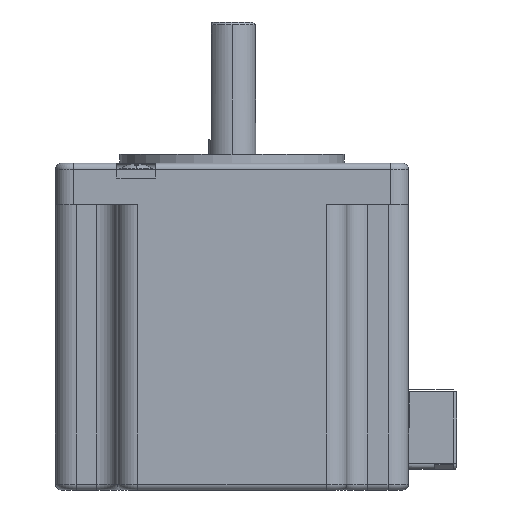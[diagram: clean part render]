
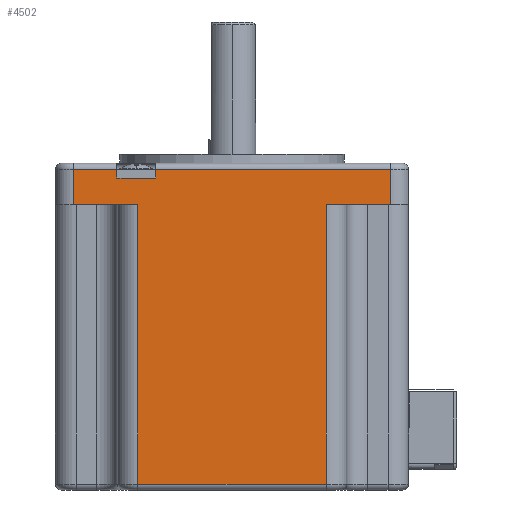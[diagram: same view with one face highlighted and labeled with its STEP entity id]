
A CAD part, left-side view. The second image highlights one B-rep face of the part: STEP entity #4502.
In plain terms, the highlighted planar face has unit normal (-1, 0, 0).
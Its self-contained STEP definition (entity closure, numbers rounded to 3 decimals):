
#605=DIRECTION('',(0.,0.,1.));
#606=VECTOR('',#605,47.5);
#607=CARTESIAN_POINT('',(-30.,-16.,1.));
#608=LINE('',#607,#606);
#613=DIRECTION('',(0.,1.,0.));
#614=VECTOR('',#613,11.);
#615=CARTESIAN_POINT('',(-30.,16.,48.5));
#616=LINE('',#615,#614);
#617=DIRECTION('',(0.,0.,-1.));
#618=VECTOR('',#617,1.5);
#619=CARTESIAN_POINT('',(-30.,19.55,54.5));
#620=LINE('',#619,#618);
#621=DIRECTION('',(0.,-1.,0.));
#622=VECTOR('',#621,6.6);
#623=CARTESIAN_POINT('',(-30.,19.55,53.));
#624=LINE('',#623,#622);
#625=DIRECTION('',(0.,0.,1.));
#626=VECTOR('',#625,1.5);
#627=CARTESIAN_POINT('',(-30.,12.95,53.));
#628=LINE('',#627,#626);
#629=DIRECTION('',(0.,1.,0.));
#630=VECTOR('',#629,11.);
#631=CARTESIAN_POINT('',(-30.,-27.,48.5));
#632=LINE('',#631,#630);
#637=DIRECTION('',(0.,0.,-1.));
#638=VECTOR('',#637,47.5);
#639=CARTESIAN_POINT('',(-30.,16.,48.5));
#640=LINE('',#639,#638);
#933=DIRECTION('',(0.,1.,0.));
#934=VECTOR('',#933,7.45);
#935=CARTESIAN_POINT('',(-30.,19.55,54.5));
#936=LINE('',#935,#934);
#950=DIRECTION('',(0.,1.,0.));
#951=VECTOR('',#950,39.95);
#952=CARTESIAN_POINT('',(-30.,-27.,54.5));
#953=LINE('',#952,#951);
#1156=DIRECTION('',(0.,0.,1.));
#1157=VECTOR('',#1156,6.);
#1158=CARTESIAN_POINT('',(-30.,-27.,48.5));
#1159=LINE('',#1158,#1157);
#1345=DIRECTION('',(0.,0.,-1.));
#1346=VECTOR('',#1345,6.);
#1347=CARTESIAN_POINT('',(-30.,27.,54.5));
#1348=LINE('',#1347,#1346);
#2590=DIRECTION('',(0.,-1.,0.));
#2591=VECTOR('',#2590,32.);
#2592=CARTESIAN_POINT('',(-30.,16.,1.));
#2593=LINE('',#2592,#2591);
#3347=CARTESIAN_POINT('',(-30.,-16.,1.));
#3348=CARTESIAN_POINT('',(-30.,-16.,48.5));
#3349=VERTEX_POINT('',#3347);
#3350=VERTEX_POINT('',#3348);
#3351=CARTESIAN_POINT('',(-30.,16.,48.5));
#3352=CARTESIAN_POINT('',(-30.,16.,1.));
#3353=VERTEX_POINT('',#3351);
#3354=VERTEX_POINT('',#3352);
#3355=CARTESIAN_POINT('',(-30.,27.,48.5));
#3356=VERTEX_POINT('',#3355);
#3357=CARTESIAN_POINT('',(-30.,27.,54.5));
#3358=VERTEX_POINT('',#3357);
#3359=CARTESIAN_POINT('',(-30.,19.55,54.5));
#3360=VERTEX_POINT('',#3359);
#3361=CARTESIAN_POINT('',(-30.,19.55,53.));
#3362=VERTEX_POINT('',#3361);
#3363=CARTESIAN_POINT('',(-30.,12.95,53.));
#3364=VERTEX_POINT('',#3363);
#3365=CARTESIAN_POINT('',(-30.,12.95,54.5));
#3366=VERTEX_POINT('',#3365);
#3367=CARTESIAN_POINT('',(-30.,-27.,54.5));
#3368=VERTEX_POINT('',#3367);
#3369=CARTESIAN_POINT('',(-30.,-27.,48.5));
#3370=VERTEX_POINT('',#3369);
#4472=CARTESIAN_POINT('',(-30.,30.,0.));
#4473=DIRECTION('',(-1.,0.,0.));
#4474=DIRECTION('',(0.,-1.,0.));
#4475=AXIS2_PLACEMENT_3D('',#4472,#4473,#4474);
#4476=PLANE('',#4475);
#4478=ORIENTED_EDGE('',*,*,#4477,.F.);
#4480=ORIENTED_EDGE('',*,*,#4479,.T.);
#4482=ORIENTED_EDGE('',*,*,#4481,.F.);
#4484=ORIENTED_EDGE('',*,*,#4483,.F.);
#4486=ORIENTED_EDGE('',*,*,#4485,.T.);
#4488=ORIENTED_EDGE('',*,*,#4487,.T.);
#4490=ORIENTED_EDGE('',*,*,#4489,.T.);
#4492=ORIENTED_EDGE('',*,*,#4491,.F.);
#4494=ORIENTED_EDGE('',*,*,#4493,.F.);
#4496=ORIENTED_EDGE('',*,*,#4495,.T.);
#4497=ORIENTED_EDGE('',*,*,#4462,.F.);
#4499=ORIENTED_EDGE('',*,*,#4498,.F.);
#4500=EDGE_LOOP('',(#4478,#4480,#4482,#4484,#4486,#4488,#4490,#4492,#4494,#4496,
#4497,#4499));
#4501=FACE_OUTER_BOUND('',#4500,.F.);
#4502=ADVANCED_FACE('',(#4501),#4476,.T.);
#4462=EDGE_CURVE('',#3349,#3350,#608,.T.);
#4477=EDGE_CURVE('',#3353,#3354,#640,.T.);
#4479=EDGE_CURVE('',#3353,#3356,#616,.T.);
#4481=EDGE_CURVE('',#3358,#3356,#1348,.T.);
#4483=EDGE_CURVE('',#3360,#3358,#936,.T.);
#4485=EDGE_CURVE('',#3360,#3362,#620,.T.);
#4487=EDGE_CURVE('',#3362,#3364,#624,.T.);
#4489=EDGE_CURVE('',#3364,#3366,#628,.T.);
#4491=EDGE_CURVE('',#3368,#3366,#953,.T.);
#4493=EDGE_CURVE('',#3370,#3368,#1159,.T.);
#4495=EDGE_CURVE('',#3370,#3350,#632,.T.);
#4498=EDGE_CURVE('',#3354,#3349,#2593,.T.);
